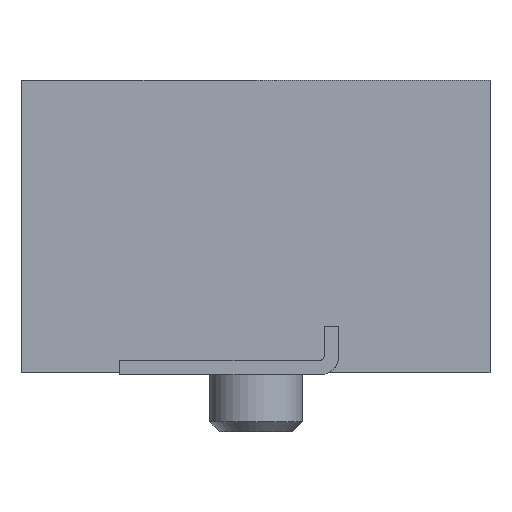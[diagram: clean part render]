
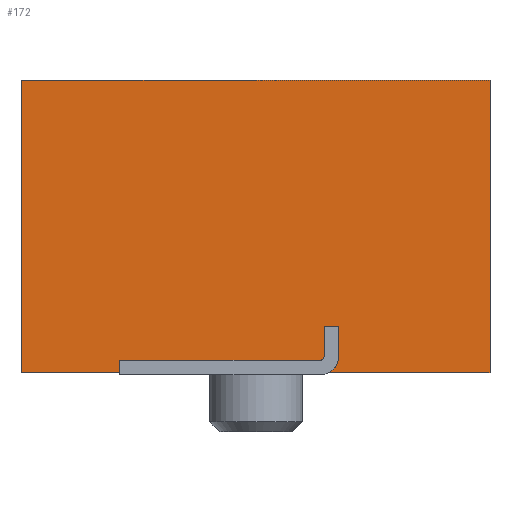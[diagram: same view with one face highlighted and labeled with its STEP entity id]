
A CAD part, left-side view. The second image highlights one B-rep face of the part: STEP entity #172.
In plain terms, the highlighted planar face has unit normal (-1, 0, 0).
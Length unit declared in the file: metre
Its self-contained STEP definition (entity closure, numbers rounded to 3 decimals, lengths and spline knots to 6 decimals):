
#156 = EDGE_CURVE( '', #435, #436, #437, .T. );
#158 = EDGE_CURVE( '', #439, #440, #441, .T. );
#164 = EDGE_CURVE( '', #451, #435, #452, .T. );
#172 = ADVANCED_FACE( '', ( #464 ), #465, .F. );
#202 = EDGE_CURVE( '', #440, #436, #517, .T. );
#256 = EDGE_CURVE( '', #562, #458, #598, .T. );
#268 = EDGE_CURVE( '', #616, #468, #617, .T. );
#278 = EDGE_CURVE( '', #468, #451, #629, .T. );
#292 = EDGE_CURVE( '', #458, #616, #644, .T. );
#326 = EDGE_CURVE( '', #439, #562, #689, .T. );
#435 = VERTEX_POINT( '', #811 );
#436 = VERTEX_POINT( '', #812 );
#437 = LINE( '', #813, #814 );
#439 = VERTEX_POINT( '', #817 );
#440 = VERTEX_POINT( '', #818 );
#441 = LINE( '', #819, #820 );
#451 = VERTEX_POINT( '', #835 );
#452 = CIRCLE( '', #836, 0.0002 );
#458 = VERTEX_POINT( '', #843 );
#464 = FACE_OUTER_BOUND( '', #850, .T. );
#465 = PLANE( '', #851 );
#468 = VERTEX_POINT( '', #855 );
#517 = LINE( '', #925, #926 );
#562 = VERTEX_POINT( '', #984 );
#598 = LINE( '', #1040, #1041 );
#616 = VERTEX_POINT( '', #1064 );
#617 = LINE( '', #1065, #1066 );
#629 = LINE( '', #1083, #1084 );
#644 = LINE( '', #1110, #1111 );
#689 = LINE( '', #1174, #1175 );
#811 = CARTESIAN_POINT( '', ( -0.0043, -0.000735, 0.000019 ) );
#812 = CARTESIAN_POINT( '', ( -0.0043, -0.002397, 0.000019 ) );
#813 = CARTESIAN_POINT( '', ( -0.0043, -0.002397, 0.000019 ) );
#814 = VECTOR( '', #1337, 1. );
#817 = CARTESIAN_POINT( '', ( -0.0043, 0.002403, 0.003019 ) );
#818 = CARTESIAN_POINT( '', ( -0.0043, -0.002397, 0.003019 ) );
#819 = CARTESIAN_POINT( '', ( -0.0043, -0.002397, 0.003019 ) );
#820 = VECTOR( '', #1338, 1. );
#835 = CARTESIAN_POINT( '', ( -0.0043, -0.000847, 0.000199 ) );
#836 = AXIS2_PLACEMENT_3D( '', #1341, #1342, #1343 );
#843 = CARTESIAN_POINT( '', ( -0.0043, -0.000697, 0.000019 ) );
#850 = EDGE_LOOP( '', ( #1362, #1363, #1364, #1365, #1366, #1367, #1368, #1369, #1370 ) );
#851 = AXIS2_PLACEMENT_3D( '', #1371, #1372, #1373 );
#855 = CARTESIAN_POINT( '', ( -0.0043, -0.000847, 0.000499 ) );
#925 = CARTESIAN_POINT( '', ( -0.0043, -0.002397, 0.003019 ) );
#926 = VECTOR( '', #1408, 1. );
#984 = CARTESIAN_POINT( '', ( -0.0043, 0.002403, 0.000019 ) );
#1040 = CARTESIAN_POINT( '', ( -0.0043, -0.002397, 0.000019 ) );
#1041 = VECTOR( '', #1515, 1. );
#1064 = CARTESIAN_POINT( '', ( -0.0043, -0.000697, 0.000499 ) );
#1065 = CARTESIAN_POINT( '', ( -0.0043, -0.000847, 0.000499 ) );
#1066 = VECTOR( '', #1540, 1. );
#1083 = CARTESIAN_POINT( '', ( -0.0043, -0.000847, 0.000199 ) );
#1084 = VECTOR( '', #1559, 1. );
#1110 = CARTESIAN_POINT( '', ( -0.0043, -0.000697, 0.000199 ) );
#1111 = VECTOR( '', #1573, 1. );
#1174 = CARTESIAN_POINT( '', ( -0.0043, 0.002403, 0.003019 ) );
#1175 = VECTOR( '', #1641, 1. );
#1337 = DIRECTION( '', ( 0., -1., 0. ) );
#1338 = DIRECTION( '', ( 0., -1., 0. ) );
#1341 = CARTESIAN_POINT( '', ( -0.0043, -0.000647, 0.000199 ) );
#1342 = DIRECTION( '', ( 1., 0., 0. ) );
#1343 = DIRECTION( '', ( 0., 1., 0. ) );
#1362 = ORIENTED_EDGE( '', *, *, #292, .T. );
#1363 = ORIENTED_EDGE( '', *, *, #268, .T. );
#1364 = ORIENTED_EDGE( '', *, *, #278, .T. );
#1365 = ORIENTED_EDGE( '', *, *, #164, .T. );
#1366 = ORIENTED_EDGE( '', *, *, #156, .T. );
#1367 = ORIENTED_EDGE( '', *, *, #202, .F. );
#1368 = ORIENTED_EDGE( '', *, *, #158, .F. );
#1369 = ORIENTED_EDGE( '', *, *, #326, .T. );
#1370 = ORIENTED_EDGE( '', *, *, #256, .T. );
#1371 = CARTESIAN_POINT( '', ( -0.0043, -0.002397, 0.003019 ) );
#1372 = DIRECTION( '', ( 1., 0., 0. ) );
#1373 = DIRECTION( '', ( 0., 1., 0. ) );
#1408 = DIRECTION( '', ( 0., 0., -1. ) );
#1515 = DIRECTION( '', ( 0., -1., 0. ) );
#1540 = DIRECTION( '', ( 0., -1., 0. ) );
#1559 = DIRECTION( '', ( 0., 0., -1. ) );
#1573 = DIRECTION( '', ( 0., 0., 1. ) );
#1641 = DIRECTION( '', ( 0., 0., -1. ) );
